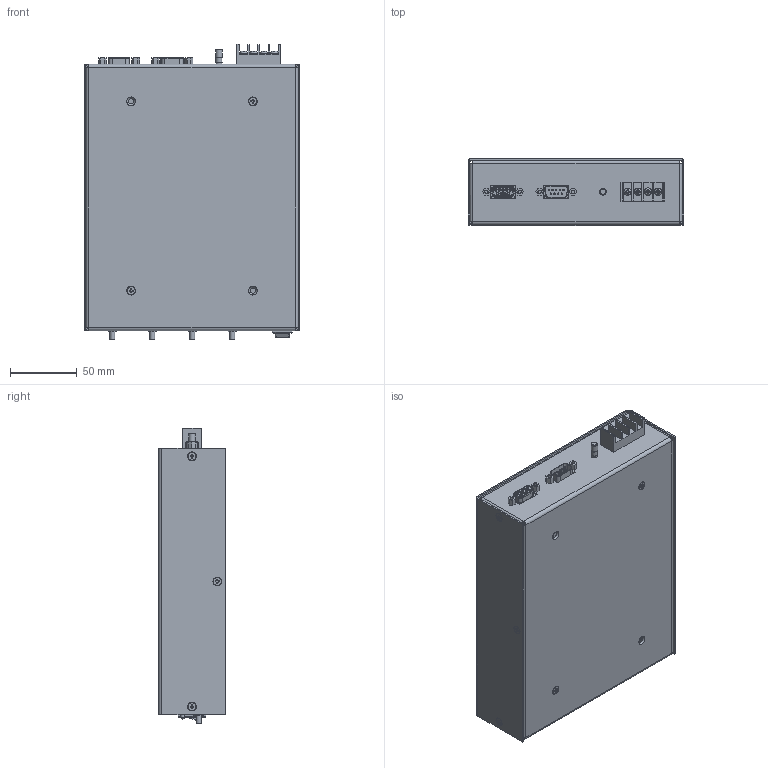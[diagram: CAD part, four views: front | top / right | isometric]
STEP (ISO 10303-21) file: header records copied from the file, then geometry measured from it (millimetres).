
FILE_DESCRIPTION (( 'STEP AP203' ), '1' );
FILE_NAME ('PAMC104.STEP', '2025-09-18T08:25:55', ( '' ), ( '' ), 'SwSTEP 2.0', 'SolidWorks 2013', '' );
FILE_SCHEMA (( 'CONFIG_CONTROL_DESIGN' ));
Products named in the file (1): PAMC104
Bounding box: 162 x 50 x 222.2 mm (x, y, z)
Volume: 140362.6 mm3; surface area: 229355.4 mm2
Topology: 33 solids, 33 shells, 1458 faces, 3657 edges, 2383 vertices
Faces by surface type: plane 917, cylinder 434, cone 46, torus 40, bspline 17, sphere 4
Full cylindrical faces by diameter (mm): 0.5 x8, 1.02 x9, 1.12 x18, 1.26 x9, 1.5 x22, 2.1 x20, 2.2 x2, 2.387 x8, 2.6 x4, 2.954 x3, 3 x37, 3.05 x4, 3.2 x6, 3.5 x5, 3.7 x4, 3.85 x4, 4.18 x8, 4.6 x1, 4.7 x4, 4.8 x6, 5 x6, 5.5 x4, 6 x8
Entity records: 46020 total; most frequent: CARTESIAN_POINT 12353, DIRECTION 6699, ORIENTED_EDGE 6674, EDGE_CURVE 3337, VERTEX_POINT 2326, AXIS2_PLACEMENT_3D 2266, LINE 2167, VECTOR 2167
